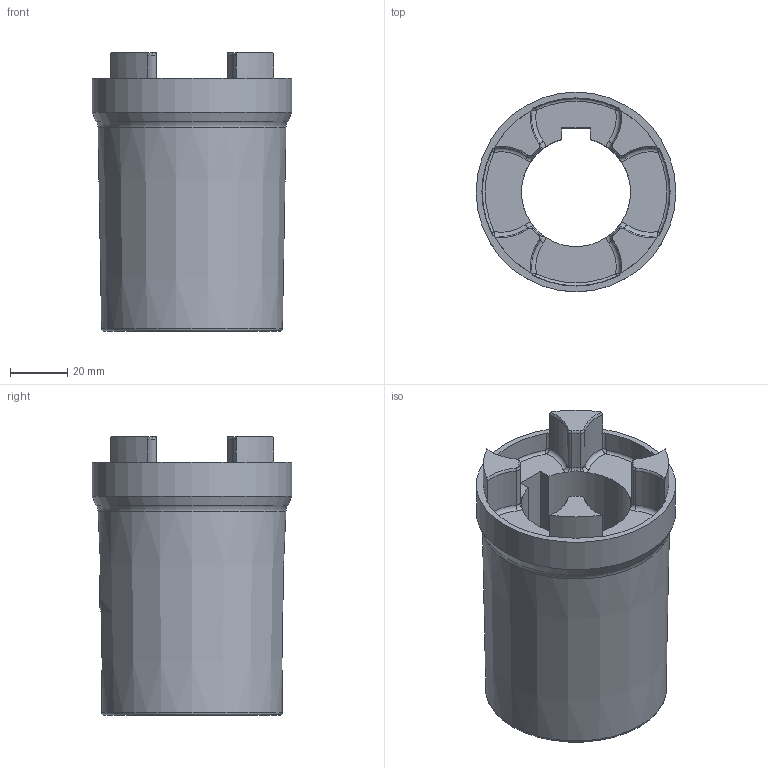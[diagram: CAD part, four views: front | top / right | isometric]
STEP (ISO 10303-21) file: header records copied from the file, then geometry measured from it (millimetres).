
FILE_DESCRIPTION(/* description */ (''),/* implementation_level */ '2;1');
FILE_NAME(/* name */ 'SGEA21M06080FG.stp',/* time_stamp */ '2020-03-27T11:30:16+01:00',/* author */ ('cad16'),/* organization */ (''),/* preprocessor_version */ 'ST-DEVELOPER v17.2',/* originating_system */ 'Autodesk Inventor 2019',/* authorisation */ '');
FILE_SCHEMA (('AUTOMOTIVE_DESIGN { 1 0 10303 214 3 1 1 }'));
Length unit declared in the file: millimetre
Products named in the file (1): SGEA21M06080FG
Bounding box: 69.5 x 69.5 x 97 mm (x, y, z)
Volume: 181050.4 mm3; surface area: 36441 mm2
Topology: 1 solids, 1 shells, 117 faces, 297 edges, 182 vertices
Faces by surface type: torus 46, cylinder 27, bspline 16, plane 13, sphere 8, cone 7
Full cylindrical faces by diameter (mm): 4.917 x1, 69.5 x1
Entity records: 4289 total; most frequent: CARTESIAN_POINT 1445, DIRECTION 624, ORIENTED_EDGE 594, EDGE_CURVE 297, AXIS2_PLACEMENT_3D 293, CIRCLE 191, VERTEX_POINT 182, EDGE_LOOP 121
